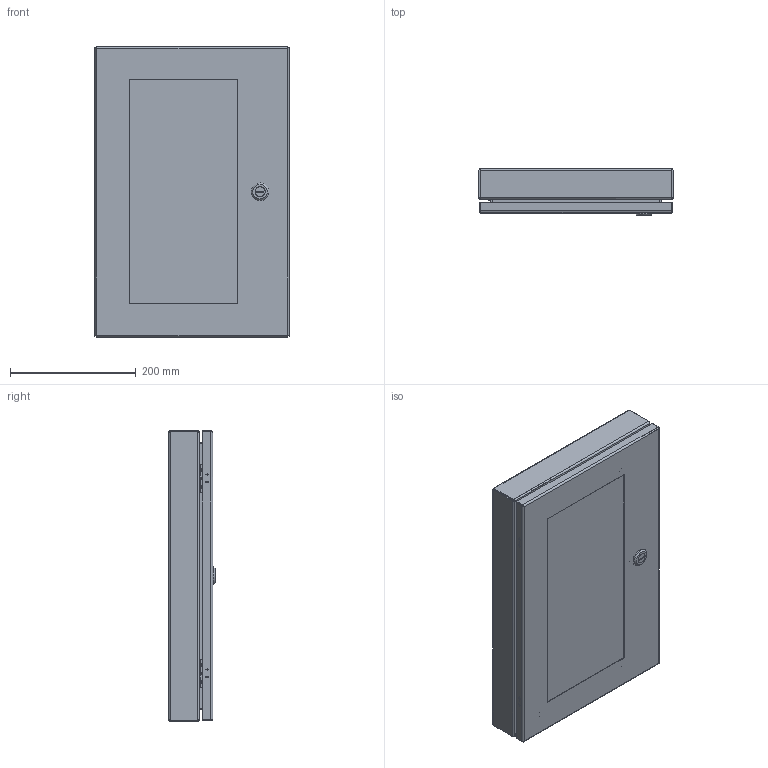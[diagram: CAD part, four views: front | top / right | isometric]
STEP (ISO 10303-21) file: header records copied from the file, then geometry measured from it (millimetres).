
FILE_DESCRIPTION (( 'STEP AP203' ), '1' );
FILE_NAME ('1481WSSDH2016_Default.step', '2019-11-12T17:57:07', ( '' ), ( '' ), 'SwSTEP 2.0', 'SolidWorks 2019', '' );
FILE_SCHEMA (( 'CONFIG_CONTROL_DESIGN' ));
Length unit declared in the file: inch
Products named in the file (1): 1481WSSDH2016_Default
Bounding box: 308.36 x 73.91 x 462.03 mm (x, y, z)
Volume: 976264 mm3; surface area: 780728.9 mm2
Topology: 42 solids, 42 shells, 999 faces, 2187 edges, 1304 vertices
Faces by surface type: plane 541, cylinder 282, bspline 92, cone 72, torus 12
Entity records: 31874 total; most frequent: CARTESIAN_POINT 10315, DIRECTION 4383, ORIENTED_EDGE 4374, EDGE_CURVE 2187, AXIS2_PLACEMENT_3D 1572, VERTEX_POINT 1304, LINE 1239, VECTOR 1239
